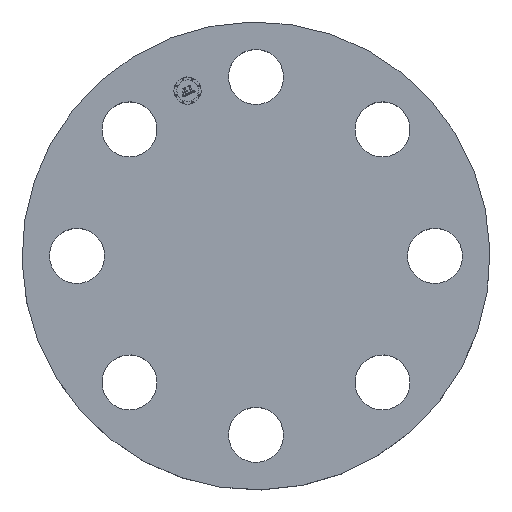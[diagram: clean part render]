
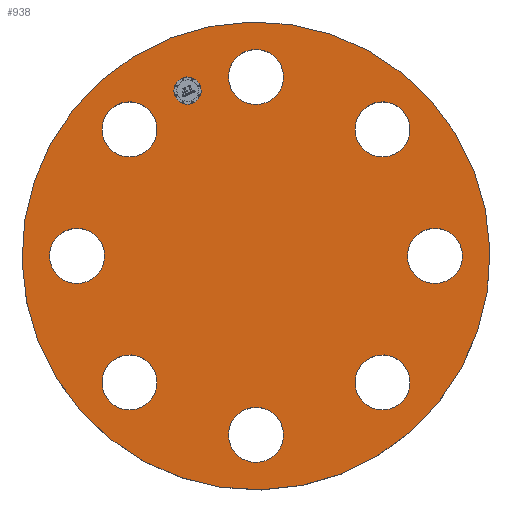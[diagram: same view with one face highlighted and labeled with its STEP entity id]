
A CAD part, top view. The second image highlights one B-rep face of the part: STEP entity #938.
In plain terms, the highlighted planar face has unit normal (0, 0, 1).
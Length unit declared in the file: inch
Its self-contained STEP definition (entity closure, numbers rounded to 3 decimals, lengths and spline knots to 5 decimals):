
#126=AXIS2_PLACEMENT_3D('Circle Axis2P3D',#124,#125,$) ;
#143=AXIS2_PLACEMENT_3D('Circle Axis2P3D',#141,#142,$) ;
#183=AXIS2_PLACEMENT_3D('Circle Axis2P3D',#181,#182,$) ;
#200=AXIS2_PLACEMENT_3D('Circle Axis2P3D',#198,#199,$) ;
#240=AXIS2_PLACEMENT_3D('Circle Axis2P3D',#238,#239,$) ;
#257=AXIS2_PLACEMENT_3D('Circle Axis2P3D',#255,#256,$) ;
#297=AXIS2_PLACEMENT_3D('Circle Axis2P3D',#295,#296,$) ;
#314=AXIS2_PLACEMENT_3D('Circle Axis2P3D',#312,#313,$) ;
#354=AXIS2_PLACEMENT_3D('Circle Axis2P3D',#352,#353,$) ;
#371=AXIS2_PLACEMENT_3D('Circle Axis2P3D',#369,#370,$) ;
#411=AXIS2_PLACEMENT_3D('Circle Axis2P3D',#409,#410,$) ;
#428=AXIS2_PLACEMENT_3D('Circle Axis2P3D',#426,#427,$) ;
#468=AXIS2_PLACEMENT_3D('Circle Axis2P3D',#466,#467,$) ;
#485=AXIS2_PLACEMENT_3D('Circle Axis2P3D',#483,#484,$) ;
#626=AXIS2_PLACEMENT_3D('Circle Axis2P3D',#624,#625,$) ;
#645=AXIS2_PLACEMENT_3D('Circle Axis2P3D',#643,#644,$) ;
#676=AXIS2_PLACEMENT_3D('Circle Axis2P3D',#674,#675,$) ;
#688=AXIS2_PLACEMENT_3D('Circle Axis2P3D',#686,#687,$) ;
#882=AXIS2_PLACEMENT_3D('Plane Axis2P3D',#879,#880,#881) ;
#922=AXIS2_PLACEMENT_3D('Circle Axis2P3D',#920,#921,$) ;
#931=AXIS2_PLACEMENT_3D('Circle Axis2P3D',#929,#930,$) ;
#107=CARTESIAN_POINT('Vertex',(2.43887,1.81832,1.5)) ;
#121=CARTESIAN_POINT('Vertex',(2.15733,2.77787,1.5)) ;
#124=CARTESIAN_POINT('Axis2P3D Location',(2.2981,2.2981,1.5)) ;
#141=CARTESIAN_POINT('Axis2P3D Location',(2.2981,2.2981,1.5)) ;
#164=CARTESIAN_POINT('Vertex',(-0.43879,-3.01029,1.5)) ;
#178=CARTESIAN_POINT('Vertex',(0.43879,-3.48971,1.5)) ;
#181=CARTESIAN_POINT('Axis2P3D Location',(0.,-3.25,1.5)) ;
#198=CARTESIAN_POINT('Axis2P3D Location',(0.,-3.25,1.5)) ;
#221=CARTESIAN_POINT('Vertex',(-1.81832,2.43887,1.5)) ;
#235=CARTESIAN_POINT('Vertex',(-2.77787,2.15733,1.5)) ;
#238=CARTESIAN_POINT('Axis2P3D Location',(-2.2981,2.2981,1.5)) ;
#255=CARTESIAN_POINT('Axis2P3D Location',(-2.2981,2.2981,1.5)) ;
#278=CARTESIAN_POINT('Vertex',(1.81832,-2.43887,1.5)) ;
#292=CARTESIAN_POINT('Vertex',(2.77787,-2.15733,1.5)) ;
#295=CARTESIAN_POINT('Axis2P3D Location',(2.2981,-2.2981,1.5)) ;
#312=CARTESIAN_POINT('Axis2P3D Location',(2.2981,-2.2981,1.5)) ;
#335=CARTESIAN_POINT('Vertex',(-3.01029,0.43879,1.5)) ;
#349=CARTESIAN_POINT('Vertex',(-3.48971,-0.43879,1.5)) ;
#352=CARTESIAN_POINT('Axis2P3D Location',(-3.25,0.,1.5)) ;
#369=CARTESIAN_POINT('Axis2P3D Location',(-3.25,0.,1.5)) ;
#392=CARTESIAN_POINT('Vertex',(3.01029,-0.43879,1.5)) ;
#406=CARTESIAN_POINT('Vertex',(3.48971,0.43879,1.5)) ;
#409=CARTESIAN_POINT('Axis2P3D Location',(3.25,0.,1.5)) ;
#426=CARTESIAN_POINT('Axis2P3D Location',(3.25,0.,1.5)) ;
#449=CARTESIAN_POINT('Vertex',(-2.43887,-1.81832,1.5)) ;
#463=CARTESIAN_POINT('Vertex',(-2.15733,-2.77787,1.5)) ;
#466=CARTESIAN_POINT('Axis2P3D Location',(-2.2981,-2.2981,1.5)) ;
#483=CARTESIAN_POINT('Axis2P3D Location',(-2.2981,-2.2981,1.5)) ;
#621=CARTESIAN_POINT('Vertex',(2.03756,3.72973,1.5)) ;
#624=CARTESIAN_POINT('Axis2P3D Location',(0.,0.,1.5)) ;
#628=CARTESIAN_POINT('Vertex',(-2.03756,-3.72973,1.5)) ;
#643=CARTESIAN_POINT('Axis2P3D Location',(0.,0.,1.5)) ;
#664=CARTESIAN_POINT('Vertex',(0.43879,3.01029,1.5)) ;
#671=CARTESIAN_POINT('Vertex',(-0.43879,3.48971,1.5)) ;
#674=CARTESIAN_POINT('Axis2P3D Location',(0.,3.25,1.5)) ;
#686=CARTESIAN_POINT('Axis2P3D Location',(0.,3.25,1.5)) ;
#879=CARTESIAN_POINT('Axis2P3D Location',(0.,4.25,1.5)) ;
#920=CARTESIAN_POINT('Axis2P3D Location',(-1.24372,3.00261,1.5)) ;
#924=CARTESIAN_POINT('Vertex',(-1.47238,2.90789,1.5)) ;
#926=CARTESIAN_POINT('Vertex',(-1.01506,3.09732,1.5)) ;
#929=CARTESIAN_POINT('Axis2P3D Location',(-1.24372,3.00261,1.5)) ;
#125=DIRECTION('Axis2P3D Direction',(0.,-0.,-0.039)) ;
#142=DIRECTION('Axis2P3D Direction',(0.,-0.,-0.039)) ;
#182=DIRECTION('Axis2P3D Direction',(-0.,0.,-0.039)) ;
#199=DIRECTION('Axis2P3D Direction',(-0.,0.,-0.039)) ;
#239=DIRECTION('Axis2P3D Direction',(0.,0.,-0.039)) ;
#256=DIRECTION('Axis2P3D Direction',(0.,0.,-0.039)) ;
#296=DIRECTION('Axis2P3D Direction',(-0.,0.,-0.039)) ;
#313=DIRECTION('Axis2P3D Direction',(-0.,0.,-0.039)) ;
#353=DIRECTION('Axis2P3D Direction',(0.,0.,-0.039)) ;
#370=DIRECTION('Axis2P3D Direction',(0.,0.,-0.039)) ;
#410=DIRECTION('Axis2P3D Direction',(0.,-0.,-0.039)) ;
#427=DIRECTION('Axis2P3D Direction',(0.,-0.,-0.039)) ;
#467=DIRECTION('Axis2P3D Direction',(0.,0.,-0.039)) ;
#484=DIRECTION('Axis2P3D Direction',(0.,0.,-0.039)) ;
#625=DIRECTION('Axis2P3D Direction',(0.,0.,-0.039)) ;
#644=DIRECTION('Axis2P3D Direction',(0.,0.,-0.039)) ;
#675=DIRECTION('Axis2P3D Direction',(0.,-0.,-0.039)) ;
#687=DIRECTION('Axis2P3D Direction',(0.,-0.,-0.039)) ;
#880=DIRECTION('Axis2P3D Direction',(0.,0.,-0.039)) ;
#881=DIRECTION('Axis2P3D XDirection',(0.039,0.,0.)) ;
#921=DIRECTION('Axis2P3D Direction',(0.,0.,-0.039)) ;
#930=DIRECTION('Axis2P3D Direction',(0.,0.,-0.039)) ;
#885=ORIENTED_EDGE('',*,*,#630,.F.) ;
#886=ORIENTED_EDGE('',*,*,#647,.F.) ;
#889=ORIENTED_EDGE('',*,*,#690,.T.) ;
#890=ORIENTED_EDGE('',*,*,#678,.T.) ;
#893=ORIENTED_EDGE('',*,*,#128,.T.) ;
#894=ORIENTED_EDGE('',*,*,#145,.T.) ;
#897=ORIENTED_EDGE('',*,*,#413,.T.) ;
#898=ORIENTED_EDGE('',*,*,#430,.T.) ;
#901=ORIENTED_EDGE('',*,*,#299,.T.) ;
#902=ORIENTED_EDGE('',*,*,#316,.T.) ;
#905=ORIENTED_EDGE('',*,*,#185,.T.) ;
#906=ORIENTED_EDGE('',*,*,#202,.T.) ;
#909=ORIENTED_EDGE('',*,*,#470,.T.) ;
#910=ORIENTED_EDGE('',*,*,#487,.T.) ;
#913=ORIENTED_EDGE('',*,*,#356,.T.) ;
#914=ORIENTED_EDGE('',*,*,#373,.T.) ;
#917=ORIENTED_EDGE('',*,*,#242,.T.) ;
#918=ORIENTED_EDGE('',*,*,#259,.T.) ;
#935=ORIENTED_EDGE('',*,*,#928,.T.) ;
#936=ORIENTED_EDGE('',*,*,#933,.T.) ;
#891=FACE_BOUND('',#888,.T.) ;
#895=FACE_BOUND('',#892,.T.) ;
#899=FACE_BOUND('',#896,.T.) ;
#903=FACE_BOUND('',#900,.T.) ;
#907=FACE_BOUND('',#904,.T.) ;
#911=FACE_BOUND('',#908,.T.) ;
#915=FACE_BOUND('',#912,.T.) ;
#919=FACE_BOUND('',#916,.T.) ;
#937=FACE_BOUND('',#934,.T.) ;
#938=ADVANCED_FACE('PartBody',(#887,#891,#895,#899,#903,#907,#911,#915,#919,#937),#883,.F.) ;
#127=CIRCLE('generated circle',#126,0.5) ;
#144=CIRCLE('generated circle',#143,0.5) ;
#184=CIRCLE('generated circle',#183,0.5) ;
#201=CIRCLE('generated circle',#200,0.5) ;
#241=CIRCLE('generated circle',#240,0.5) ;
#258=CIRCLE('generated circle',#257,0.5) ;
#298=CIRCLE('generated circle',#297,0.5) ;
#315=CIRCLE('generated circle',#314,0.5) ;
#355=CIRCLE('generated circle',#354,0.5) ;
#372=CIRCLE('generated circle',#371,0.5) ;
#412=CIRCLE('generated circle',#411,0.5) ;
#429=CIRCLE('generated circle',#428,0.5) ;
#469=CIRCLE('generated circle',#468,0.5) ;
#486=CIRCLE('generated circle',#485,0.5) ;
#627=CIRCLE('generated circle',#626,4.25) ;
#646=CIRCLE('generated circle',#645,4.25) ;
#677=CIRCLE('generated circle',#676,0.5) ;
#689=CIRCLE('generated circle',#688,0.5) ;
#923=CIRCLE('generated circle',#922,0.2475) ;
#932=CIRCLE('generated circle',#931,0.2475) ;
#128=EDGE_CURVE('',#108,#122,#127,.T.) ;
#145=EDGE_CURVE('',#122,#108,#144,.T.) ;
#185=EDGE_CURVE('',#165,#179,#184,.T.) ;
#202=EDGE_CURVE('',#179,#165,#201,.T.) ;
#242=EDGE_CURVE('',#222,#236,#241,.T.) ;
#259=EDGE_CURVE('',#236,#222,#258,.T.) ;
#299=EDGE_CURVE('',#279,#293,#298,.T.) ;
#316=EDGE_CURVE('',#293,#279,#315,.T.) ;
#356=EDGE_CURVE('',#336,#350,#355,.T.) ;
#373=EDGE_CURVE('',#350,#336,#372,.T.) ;
#413=EDGE_CURVE('',#393,#407,#412,.T.) ;
#430=EDGE_CURVE('',#407,#393,#429,.T.) ;
#470=EDGE_CURVE('',#450,#464,#469,.T.) ;
#487=EDGE_CURVE('',#464,#450,#486,.T.) ;
#630=EDGE_CURVE('',#622,#629,#627,.T.) ;
#647=EDGE_CURVE('',#629,#622,#646,.T.) ;
#678=EDGE_CURVE('',#665,#672,#677,.T.) ;
#690=EDGE_CURVE('',#672,#665,#689,.T.) ;
#928=EDGE_CURVE('',#925,#927,#923,.T.) ;
#933=EDGE_CURVE('',#927,#925,#932,.T.) ;
#884=EDGE_LOOP('',(#885,#886)) ;
#888=EDGE_LOOP('',(#889,#890)) ;
#892=EDGE_LOOP('',(#893,#894)) ;
#896=EDGE_LOOP('',(#897,#898)) ;
#900=EDGE_LOOP('',(#901,#902)) ;
#904=EDGE_LOOP('',(#905,#906)) ;
#908=EDGE_LOOP('',(#909,#910)) ;
#912=EDGE_LOOP('',(#913,#914)) ;
#916=EDGE_LOOP('',(#917,#918)) ;
#934=EDGE_LOOP('',(#935,#936)) ;
#887=FACE_OUTER_BOUND('',#884,.T.) ;
#883=PLANE('',#882) ;
#108=VERTEX_POINT('',#107) ;
#122=VERTEX_POINT('',#121) ;
#165=VERTEX_POINT('',#164) ;
#179=VERTEX_POINT('',#178) ;
#222=VERTEX_POINT('',#221) ;
#236=VERTEX_POINT('',#235) ;
#279=VERTEX_POINT('',#278) ;
#293=VERTEX_POINT('',#292) ;
#336=VERTEX_POINT('',#335) ;
#350=VERTEX_POINT('',#349) ;
#393=VERTEX_POINT('',#392) ;
#407=VERTEX_POINT('',#406) ;
#450=VERTEX_POINT('',#449) ;
#464=VERTEX_POINT('',#463) ;
#622=VERTEX_POINT('',#621) ;
#629=VERTEX_POINT('',#628) ;
#665=VERTEX_POINT('',#664) ;
#672=VERTEX_POINT('',#671) ;
#925=VERTEX_POINT('',#924) ;
#927=VERTEX_POINT('',#926) ;
